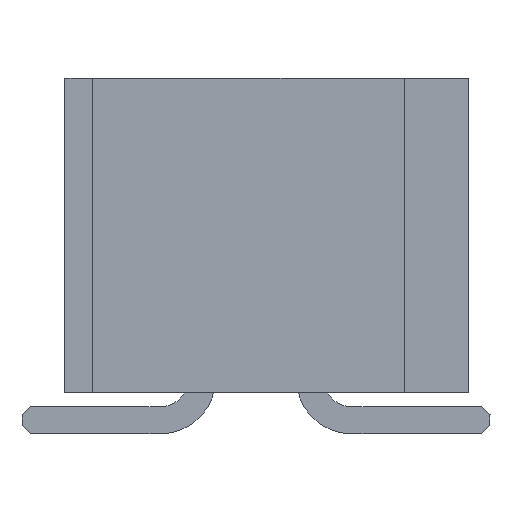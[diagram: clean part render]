
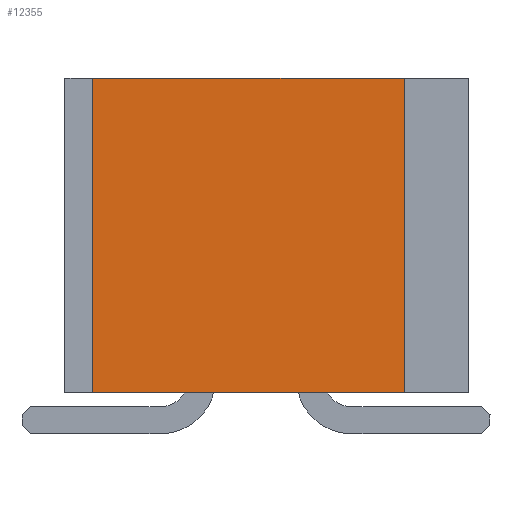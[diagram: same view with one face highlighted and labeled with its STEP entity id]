
A CAD part, left-side view. The second image highlights one B-rep face of the part: STEP entity #12355.
In plain terms, the highlighted planar face has unit normal (-1, 0, 0).
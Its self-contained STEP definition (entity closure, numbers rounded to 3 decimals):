
#401=FACE_OUTER_BOUND('',#1158,.T.);
#1158=EDGE_LOOP('',(#8423,#8424,#8425,#8426));
#1876=LINE('',#17471,#3517);
#1939=LINE('',#17596,#3580);
#2055=LINE('',#17855,#3696);
#2064=LINE('',#17873,#3705);
#3517=VECTOR('',#14029,1000.);
#3580=VECTOR('',#14102,1000.);
#3696=VECTOR('',#14330,1000.);
#3705=VECTOR('',#14357,1000.);
#5158=VERTEX_POINT('',#17468);
#5159=VERTEX_POINT('',#17470);
#5215=VERTEX_POINT('',#17593);
#5216=VERTEX_POINT('',#17595);
#6302=EDGE_CURVE('',#5158,#5159,#1876,.T.);
#6365=EDGE_CURVE('',#5216,#5215,#1939,.T.);
#6497=EDGE_CURVE('',#5216,#5158,#2055,.T.);
#6506=EDGE_CURVE('',#5215,#5159,#2064,.T.);
#8423=ORIENTED_EDGE('',*,*,#6302,.F.);
#8424=ORIENTED_EDGE('',*,*,#6497,.F.);
#8425=ORIENTED_EDGE('',*,*,#6365,.T.);
#8426=ORIENTED_EDGE('',*,*,#6506,.T.);
#11661=PLANE('',#13187);
#12355=ADVANCED_FACE('',(#401),#11661,.T.);
#13187=AXIS2_PLACEMENT_3D('',#17874,#14358,#14359);
#14029=DIRECTION('',(0.,-1.,0.));
#14102=DIRECTION('',(0.,-1.,0.));
#14330=DIRECTION('',(0.,0.,1.));
#14357=DIRECTION('',(0.,0.,1.));
#14358=DIRECTION('center_axis',(-1.,0.,0.));
#14359=DIRECTION('ref_axis',(0.,-1.,0.));
#17468=CARTESIAN_POINT('',(-17.837,3.015,6.55));
#17470=CARTESIAN_POINT('',(-17.837,-2.735,6.55));
#17471=CARTESIAN_POINT('',(-17.837,3.015,6.55));
#17593=CARTESIAN_POINT('',(-17.837,-2.735,0.76));
#17595=CARTESIAN_POINT('',(-17.837,3.015,0.76));
#17596=CARTESIAN_POINT('',(-17.837,3.015,0.76));
#17855=CARTESIAN_POINT('',(-17.837,3.015,0.76));
#17873=CARTESIAN_POINT('',(-17.837,-2.735,0.76));
#17874=CARTESIAN_POINT('Origin',(-17.837,3.015,0.76));
